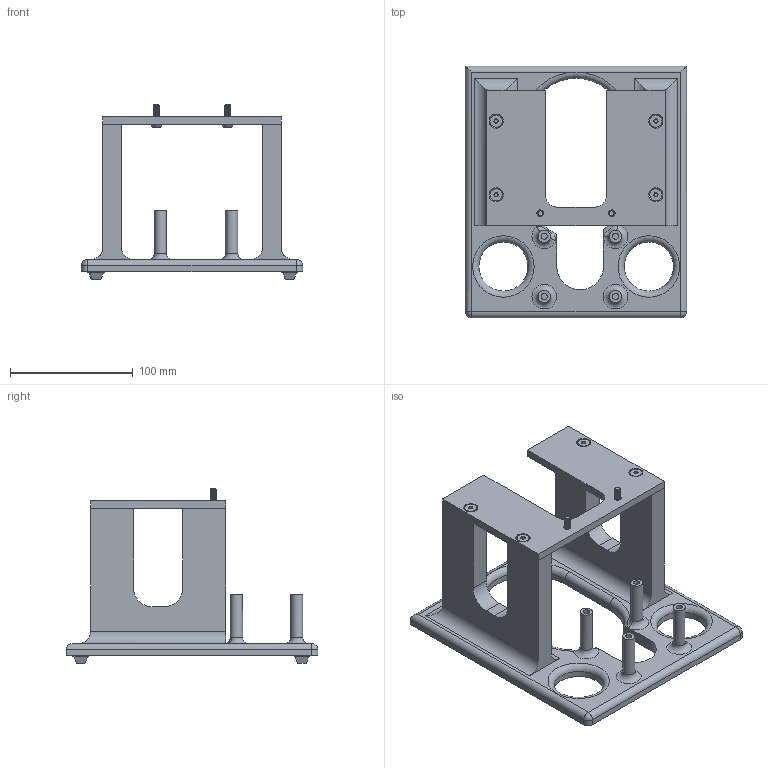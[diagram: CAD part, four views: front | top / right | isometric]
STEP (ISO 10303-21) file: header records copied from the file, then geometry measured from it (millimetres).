
FILE_DESCRIPTION(/* description */ (''),/* implementation_level */ '2;1');
FILE_NAME(/* name */ 'Lab Base v6.step',/* time_stamp */ '2024-01-17T16:39:40-05:00',/* author */ (''),/* organization */ (''),/* preprocessor_version */ 'ST-DEVELOPER v20',/* originating_system */ 'Autodesk Translation Framework v12.14.0.127',/* authorisation */ '');
FILE_SCHEMA (('AUTOMOTIVE_DESIGN { 1 0 10303 214 3 1 1 }'));
Length unit declared in the file: millimetre
Products named in the file (6): Lab Base; Lab Stand Base; Lab Stand Plate; 95495K24_Adhesive-Back Bumpers; 92125A212_18-8 Stainless Steel Hex Drive Flat Head Screw; 92095A212_Button Head Hex Drive Screw
Assembly tree (12 placements, depth 2):
  Lab Base
    Lab Stand Base
    Lab Stand Plate
    95495K24_Adhesive-Back Bumpers  x4
    92125A212_18-8 Stainless Steel Hex Drive Flat Head Screw  x4
    92095A212_Button Head Hex Drive Screw  x2
Bounding box: 180 x 205 x 141.95 mm (x, y, z)
Volume: 598095.7 mm3; surface area: 144264.3 mm2
Topology: 12 solids, 12 shells, 508 faces, 1270 edges, 811 vertices
Faces by surface type: cylinder 270, plane 155, cone 56, bspline 14, torus 9, sphere 4
Full cylindrical faces by diameter (mm): 3.961 x100, 4.1 x4, 5 x100, 5.5 x6, 9.5 x2, 10 x8, 40 x2
Entity records: 14606 total; most frequent: CARTESIAN_POINT 8936, ORIENTED_EDGE 1192, DIRECTION 1062, EDGE_CURVE 596, AXIS2_PLACEMENT_3D 395, VERTEX_POINT 379, EDGE_LOOP 277, LINE 272
